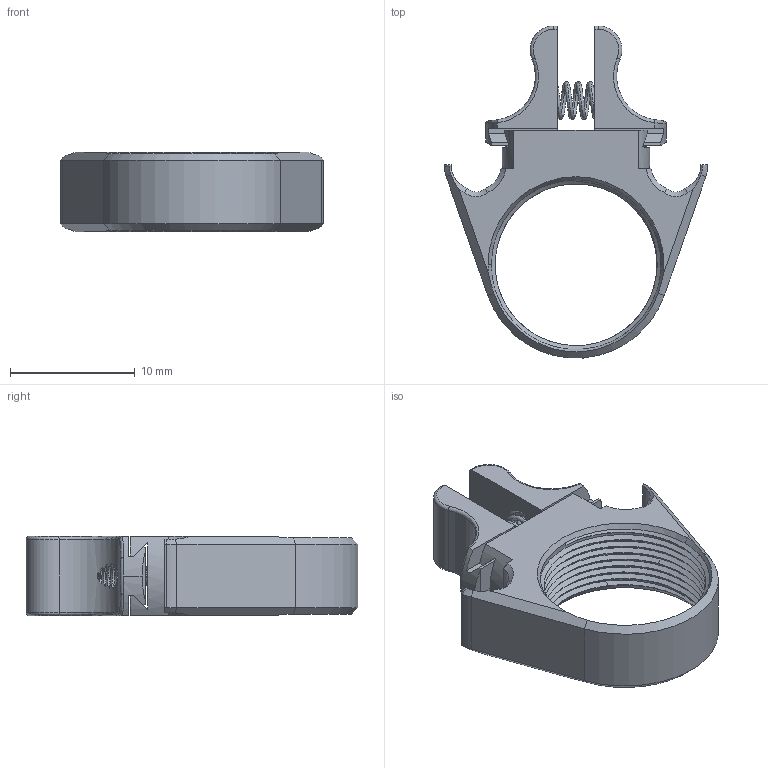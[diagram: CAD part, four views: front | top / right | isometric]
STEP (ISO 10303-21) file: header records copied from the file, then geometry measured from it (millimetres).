
FILE_DESCRIPTION((''),'2;1');
FILE_NAME('CSD-M05_ASM','2023-05-27T12:00:35',('R&D'),(''),'CREO PARAMETRIC BY PTC INC, 2021063','CREO PARAMETRIC BY PTC INC, 2021063','');
FILE_SCHEMA(('CONFIG_CONTROL_DESIGN'));
Length unit declared in the file: millimetre
Products named in the file (5): CSD-M05_A2; M2X5_HS; CSD-M05_A1; TH016-250-M; CSD-M05_ASM
Assembly tree (6 placements, depth 2):
  CSD-M05_ASM
    CSD-M05_A2  x2
    M2X5_HS  x2
    CSD-M05_A1
    TH016-250-M
Bounding box: 21.07 x 26.59 x 6.35 mm (x, y, z)
Volume: 912.1 mm3; surface area: 1754.2 mm2
Topology: 6 solids, 6 shells, 501 faces, 1214 edges, 721 vertices
Faces by surface type: cylinder 182, cone 160, plane 99, bspline 50, torus 10
Entity records: 29465 total; most frequent: CARTESIAN_POINT 22700, ORIENTED_EDGE 1496, DIRECTION 1212, EDGE_CURVE 748, AXIS2_PLACEMENT_3D 455, VERTEX_POINT 453, EDGE_LOOP 311, FACE_OUTER_BOUND 305
